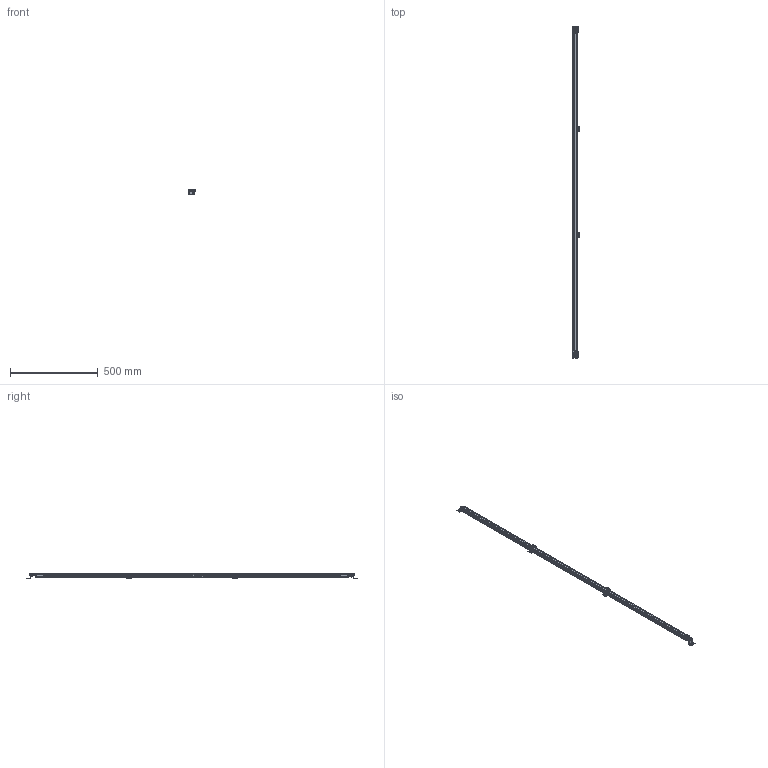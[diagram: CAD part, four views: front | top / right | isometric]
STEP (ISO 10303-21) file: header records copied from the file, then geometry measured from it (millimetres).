
FILE_DESCRIPTION((''),'2;1');
FILE_NAME('141909_SM01_ASM','2025-07-09T10:50:37',('banengservice'),('BANNER ENGINEERING'),'CREO PARAMETRIC BY PTC INC, 2022414','CREO PARAMETRIC BY PTC INC, 2022414','');
FILE_SCHEMA(('CONFIG_CONTROL_DESIGN'));
Products named in the file (6): 141909_EP01; EZS_OUTER_BRACKET_EP01; EZS_SIDE_BRACKET_EP01; EZS_SIDE_BRACKET_EP02; EZS_SIDE_BRACKET_SM01_ASM; 141909_SM01_ASM
Assembly tree (7 placements, depth 3):
  141909_SM01_ASM
    141909_EP01
    EZS_OUTER_BRACKET_EP01  x2
    EZS_SIDE_BRACKET_SM01_ASM  x2
      EZS_SIDE_BRACKET_EP01
      EZS_SIDE_BRACKET_EP02
Bounding box: 41.2 x 1886.55 x 33.03 mm (x, y, z)
Volume: 1128744.5 mm3; surface area: 267786 mm2
Topology: 7 solids, 7 shells, 3173 faces, 9094 edges, 5740 vertices
Faces by surface type: plane 1336, cylinder 1093, bspline 383, torus 251, sphere 57, cone 53
Entity records: 275301 total; most frequent: CARTESIAN_POINT 209184, ORIENTED_EDGE 15124, DIRECTION 12245, EDGE_CURVE 7562, VERTEX_POINT 4777, VECTOR 4263, LINE 4263, AXIS2_PLACEMENT_3D 3991
